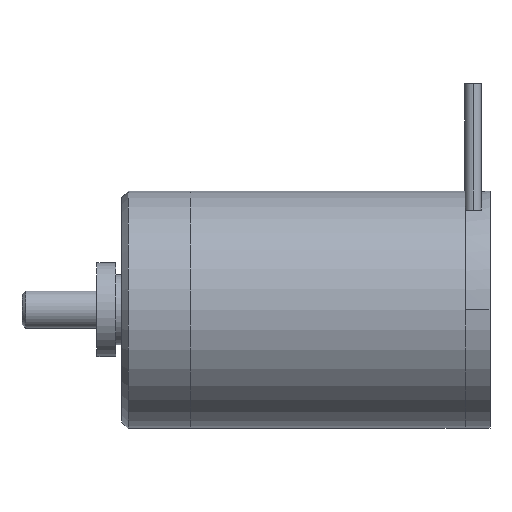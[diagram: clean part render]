
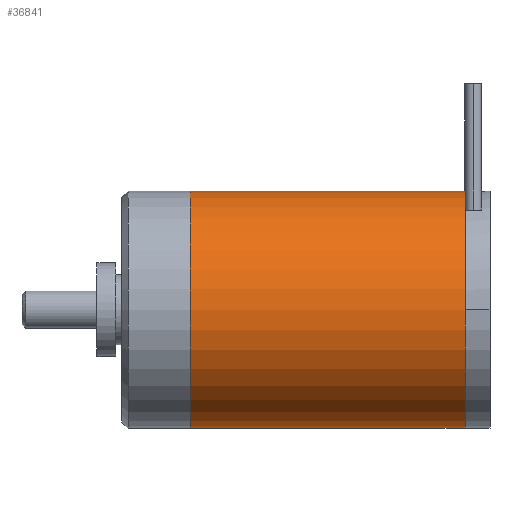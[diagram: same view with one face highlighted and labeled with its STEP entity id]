
A CAD part, top view. The second image highlights one B-rep face of the part: STEP entity #36841.
In plain terms, the highlighted cylindrical face has radius 9.5 mm (diameter 19 mm), a partial arc.
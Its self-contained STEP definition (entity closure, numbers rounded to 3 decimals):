
#8516 = VECTOR ( 'NONE', #22180, 1000. ) ;
#10906 = DIRECTION ( 'NONE',  ( 1., 0., 0. ) ) ;
#11361 = LINE ( 'NONE', #63452, #56481 ) ;
#13493 = AXIS2_PLACEMENT_3D ( 'NONE', #24533, #29947, #53921 ) ;
#15293 = CARTESIAN_POINT ( 'NONE',  ( 36.452, 1.871, 12.318 ) ) ;
#15918 = CARTESIAN_POINT ( 'NONE',  ( 14.452, 11.371, 12.318 ) ) ;
#18207 = CYLINDRICAL_SURFACE ( 'NONE', #13493, 9.5 ) ;
#21921 = DIRECTION ( 'NONE',  ( 0., 1., 0. ) ) ;
#22180 = DIRECTION ( 'NONE',  ( 1., 0., 0. ) ) ;
#23955 = ORIENTED_EDGE ( 'NONE', *, *, #25852, .F. ) ;
#24533 = CARTESIAN_POINT ( 'NONE',  ( 36.452, 11.371, 12.318 ) ) ;
#25335 = CIRCLE ( 'NONE', #44234, 9.5 ) ;
#25737 = EDGE_CURVE ( 'NONE', #70280, #68491, #45492, .T. ) ;
#25748 = EDGE_CURVE ( 'NONE', #68491, #65767, #40049, .T. ) ;
#25852 = EDGE_CURVE ( 'NONE', #66578, #65767, #25335, .T. ) ;
#25868 = EDGE_CURVE ( 'NONE', #70280, #66578, #11361, .T. ) ;
#25922 = ORIENTED_EDGE ( 'NONE', *, *, #25748, .T. ) ;
#26004 = ORIENTED_EDGE ( 'NONE', *, *, #25737, .T. ) ;
#29947 = DIRECTION ( 'NONE',  ( 1., 0., 0. ) ) ;
#36841 = ADVANCED_FACE ( 'NONE', ( #39409 ), #18207, .T. ) ;
#39409 = FACE_OUTER_BOUND ( 'NONE', #52212, .T. ) ;
#40049 = LINE ( 'NONE', #57228, #8516 ) ;
#40361 = DIRECTION ( 'NONE',  ( 1., 0., 0. ) ) ;
#44234 = AXIS2_PLACEMENT_3D ( 'NONE', #46197, #10906, #52060 ) ;
#44900 = AXIS2_PLACEMENT_3D ( 'NONE', #15918, #56982, #21921 ) ;
#45492 = CIRCLE ( 'NONE', #44900, 9.5 ) ;
#46197 = CARTESIAN_POINT ( 'NONE',  ( 36.452, 11.371, 12.318 ) ) ;
#50047 = CARTESIAN_POINT ( 'NONE',  ( 14.452, 1.871, 12.318 ) ) ;
#52060 = DIRECTION ( 'NONE',  ( 0., 1., 0. ) ) ;
#52212 = EDGE_LOOP ( 'NONE', ( #26004, #25922, #23955, #68340 ) ) ;
#52962 = CARTESIAN_POINT ( 'NONE',  ( 36.452, 20.871, 12.318 ) ) ;
#53921 = DIRECTION ( 'NONE',  ( 0., 1., 0. ) ) ;
#56481 = VECTOR ( 'NONE', #40361, 1000. ) ;
#56982 = DIRECTION ( 'NONE',  ( 1., 0., 0. ) ) ;
#57228 = CARTESIAN_POINT ( 'NONE',  ( 36.452, 1.871, 12.318 ) ) ;
#63452 = CARTESIAN_POINT ( 'NONE',  ( 36.452, 20.871, 12.318 ) ) ;
#65767 = VERTEX_POINT ( 'NONE', #15293 ) ;
#66578 = VERTEX_POINT ( 'NONE', #52962 ) ;
#68340 = ORIENTED_EDGE ( 'NONE', *, *, #25868, .F. ) ;
#68491 = VERTEX_POINT ( 'NONE', #50047 ) ;
#70280 = VERTEX_POINT ( 'NONE', #73715 ) ;
#73715 = CARTESIAN_POINT ( 'NONE',  ( 14.452, 20.871, 12.318 ) ) ;
